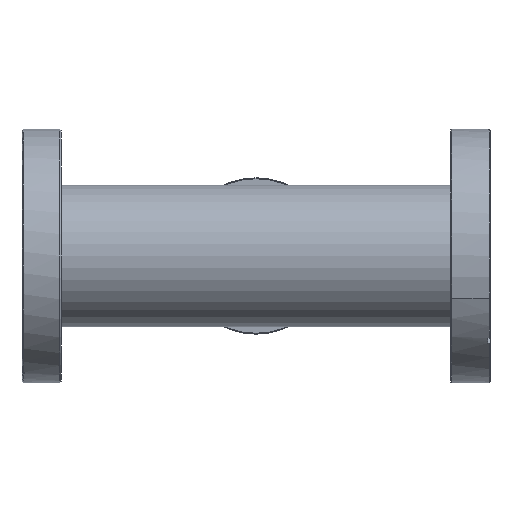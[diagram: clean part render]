
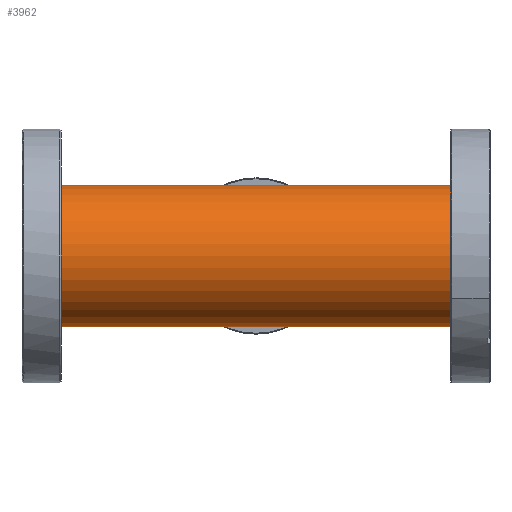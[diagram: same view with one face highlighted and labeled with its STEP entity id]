
A CAD part, front view. The second image highlights one B-rep face of the part: STEP entity #3962.
In plain terms, the highlighted cylindrical face has radius 31.75 mm (diameter 63.5 mm), a partial arc.
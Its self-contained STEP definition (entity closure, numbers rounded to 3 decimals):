
#168 = AXIS2_PLACEMENT_3D ( 'NONE', #6119, #7472, #2840 ) ;
#226 = DIRECTION ( 'NONE',  ( -1., 0., 0. ) ) ;
#236 = CARTESIAN_POINT ( 'NONE',  ( -95.3, 0., 31.75 ) ) ;
#454 = EDGE_CURVE ( 'NONE', #2198, #3273, #5918, .T. ) ;
#462 = EDGE_LOOP ( 'NONE', ( #6487, #3583, #2570, #8556 ) ) ;
#757 = FACE_OUTER_BOUND ( 'NONE', #462, .T. ) ;
#793 = CARTESIAN_POINT ( 'NONE',  ( 95.3, 0., -31.75 ) ) ;
#1086 = CARTESIAN_POINT ( 'NONE',  ( 95.3, 0., 31.75 ) ) ;
#1412 = DIRECTION ( 'NONE',  ( 0., 0., 1. ) ) ;
#1691 = CARTESIAN_POINT ( 'NONE',  ( 95.3, 0., 0. ) ) ;
#2198 = VERTEX_POINT ( 'NONE', #236 ) ;
#2291 = CYLINDRICAL_SURFACE ( 'NONE', #8476, 31.75 ) ;
#2367 = DIRECTION ( 'NONE',  ( 0., 0., -1. ) ) ;
#2429 = EDGE_CURVE ( 'NONE', #5475, #2198, #6077, .T. ) ;
#2570 = ORIENTED_EDGE ( 'NONE', *, *, #2429, .T. ) ;
#2840 = DIRECTION ( 'NONE',  ( 0., 0., -1. ) ) ;
#2841 = VECTOR ( 'NONE', #226, 1000. ) ;
#3273 = VERTEX_POINT ( 'NONE', #6906 ) ;
#3318 = EDGE_CURVE ( 'NONE', #5475, #4027, #4025, .T. ) ;
#3387 = CARTESIAN_POINT ( 'NONE',  ( 95.3, 0., -31.75 ) ) ;
#3420 = DIRECTION ( 'NONE',  ( -1., 0., 0. ) ) ;
#3583 = ORIENTED_EDGE ( 'NONE', *, *, #3318, .F. ) ;
#3962 = ADVANCED_FACE ( 'NONE', ( #757 ), #2291, .T. ) ;
#4025 = CIRCLE ( 'NONE', #8092, 31.75 ) ;
#4027 = VERTEX_POINT ( 'NONE', #793 ) ;
#4392 = LINE ( 'NONE', #3387, #2841 ) ;
#5475 = VERTEX_POINT ( 'NONE', #8436 ) ;
#5918 = CIRCLE ( 'NONE', #168, 31.75 ) ;
#6077 = LINE ( 'NONE', #1086, #7853 ) ;
#6119 = CARTESIAN_POINT ( 'NONE',  ( -95.3, 0., 0. ) ) ;
#6180 = EDGE_CURVE ( 'NONE', #4027, #3273, #4392, .T. ) ;
#6311 = DIRECTION ( 'NONE',  ( 1., 0., 0. ) ) ;
#6378 = DIRECTION ( 'NONE',  ( -1., 0., 0. ) ) ;
#6487 = ORIENTED_EDGE ( 'NONE', *, *, #6180, .F. ) ;
#6906 = CARTESIAN_POINT ( 'NONE',  ( -95.3, 0., -31.75 ) ) ;
#7472 = DIRECTION ( 'NONE',  ( 1., 0., 0. ) ) ;
#7853 = VECTOR ( 'NONE', #6378, 1000. ) ;
#8050 = CARTESIAN_POINT ( 'NONE',  ( 95.3, 0., 0. ) ) ;
#8092 = AXIS2_PLACEMENT_3D ( 'NONE', #1691, #6311, #2367 ) ;
#8436 = CARTESIAN_POINT ( 'NONE',  ( 95.3, 0., 31.75 ) ) ;
#8476 = AXIS2_PLACEMENT_3D ( 'NONE', #8050, #3420, #1412 ) ;
#8556 = ORIENTED_EDGE ( 'NONE', *, *, #454, .T. ) ;
